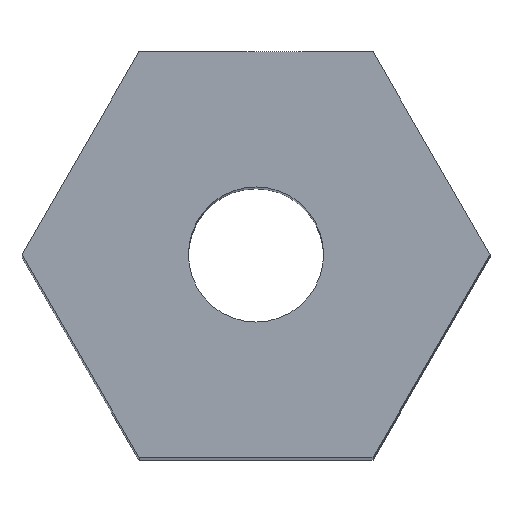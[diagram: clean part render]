
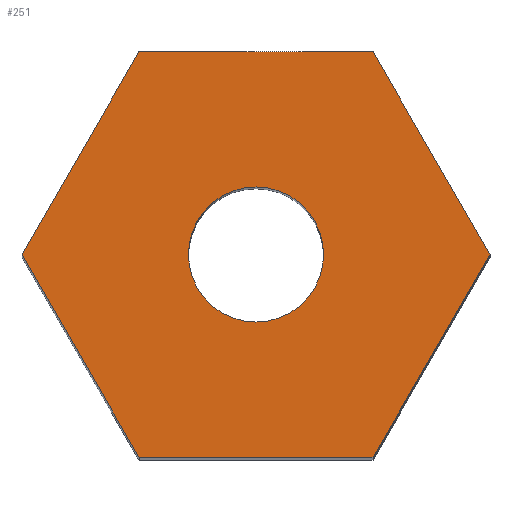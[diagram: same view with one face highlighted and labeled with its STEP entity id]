
A CAD part, top view. The second image highlights one B-rep face of the part: STEP entity #251.
In plain terms, the highlighted planar face has unit normal (0, 0, 1).
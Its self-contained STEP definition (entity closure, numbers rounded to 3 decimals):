
#22=PLANE('',#284);
#29=FACE_BOUND('',#61,.T.);
#42=FACE_OUTER_BOUND('',#60,.T.);
#60=EDGE_LOOP('',(#222,#223,#224,#225,#226,#227));
#61=EDGE_LOOP('',(#228));
#74=LINE('',#453,#96);
#77=LINE('',#459,#99);
#80=LINE('',#465,#102);
#83=LINE('',#471,#105);
#86=LINE('',#477,#108);
#89=LINE('',#481,#111);
#96=VECTOR('',#318,10.);
#99=VECTOR('',#323,10.);
#102=VECTOR('',#328,10.);
#105=VECTOR('',#333,10.);
#108=VECTOR('',#338,10.);
#111=VECTOR('',#343,10.);
#117=CIRCLE('',#277,2.117);
#127=VERTEX_POINT('',#443);
#130=VERTEX_POINT('',#450);
#131=VERTEX_POINT('',#452);
#133=VERTEX_POINT('',#458);
#135=VERTEX_POINT('',#464);
#137=VERTEX_POINT('',#470);
#139=VERTEX_POINT('',#476);
#152=EDGE_CURVE('',#127,#127,#117,.F.);
#156=EDGE_CURVE('',#131,#130,#74,.T.);
#159=EDGE_CURVE('',#133,#131,#77,.T.);
#162=EDGE_CURVE('',#135,#133,#80,.T.);
#165=EDGE_CURVE('',#137,#135,#83,.T.);
#168=EDGE_CURVE('',#139,#137,#86,.T.);
#171=EDGE_CURVE('',#130,#139,#89,.T.);
#222=ORIENTED_EDGE('',*,*,#171,.T.);
#223=ORIENTED_EDGE('',*,*,#168,.T.);
#224=ORIENTED_EDGE('',*,*,#165,.T.);
#225=ORIENTED_EDGE('',*,*,#162,.T.);
#226=ORIENTED_EDGE('',*,*,#159,.T.);
#227=ORIENTED_EDGE('',*,*,#156,.T.);
#228=ORIENTED_EDGE('',*,*,#152,.T.);
#251=ADVANCED_FACE('',(#42,#29),#22,.T.);
#277=AXIS2_PLACEMENT_3D('',#444,#311,#312);
#284=AXIS2_PLACEMENT_3D('',#482,#344,#345);
#311=DIRECTION('center_axis',(0.,0.,1.));
#312=DIRECTION('ref_axis',(1.,0.,0.));
#318=DIRECTION('',(-0.5,0.866,0.));
#323=DIRECTION('',(0.5,0.866,0.));
#328=DIRECTION('',(1.,0.,0.));
#333=DIRECTION('',(0.5,-0.866,0.));
#338=DIRECTION('',(-0.5,-0.866,0.));
#343=DIRECTION('',(-1.,0.,0.));
#344=DIRECTION('center_axis',(0.,0.,1.));
#345=DIRECTION('ref_axis',(1.,0.,0.));
#443=CARTESIAN_POINT('',(-2.117,0.,53.975));
#444=CARTESIAN_POINT('Origin',(0.,0.,53.975));
#450=CARTESIAN_POINT('',(3.666,6.35,53.975));
#452=CARTESIAN_POINT('',(7.332,0.,53.975));
#453=CARTESIAN_POINT('',(7.332,0.,53.975));
#458=CARTESIAN_POINT('',(3.666,-6.35,53.975));
#459=CARTESIAN_POINT('',(3.666,-6.35,53.975));
#464=CARTESIAN_POINT('',(-3.666,-6.35,53.975));
#465=CARTESIAN_POINT('',(-3.666,-6.35,53.975));
#470=CARTESIAN_POINT('',(-7.332,0.,53.975));
#471=CARTESIAN_POINT('',(-7.332,0.,53.975));
#476=CARTESIAN_POINT('',(-3.666,6.35,53.975));
#477=CARTESIAN_POINT('',(-3.666,6.35,53.975));
#481=CARTESIAN_POINT('',(3.666,6.35,53.975));
#482=CARTESIAN_POINT('Origin',(0.,0.,53.975));
